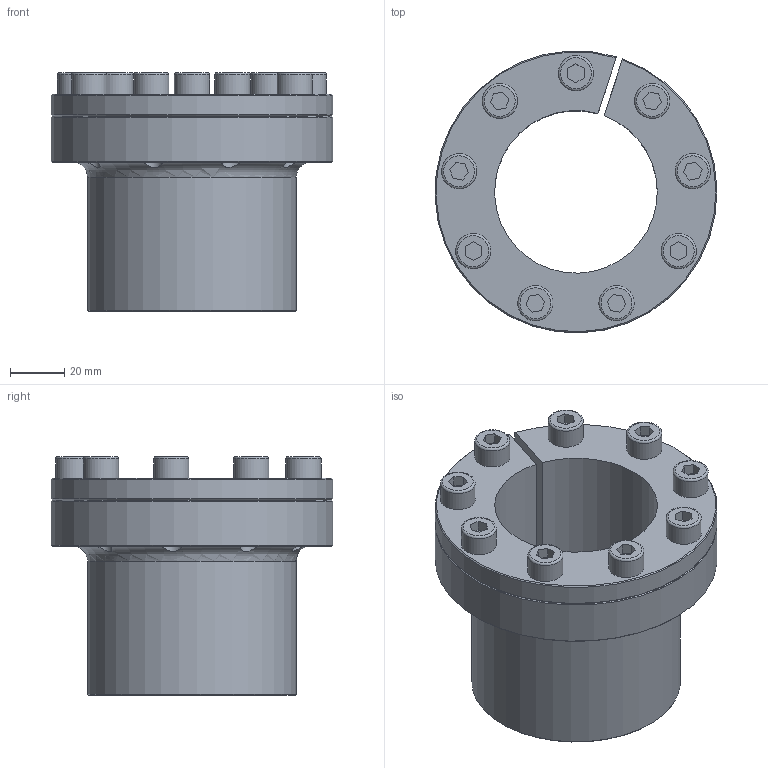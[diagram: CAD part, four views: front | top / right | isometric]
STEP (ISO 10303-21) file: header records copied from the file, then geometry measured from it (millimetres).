
FILE_DESCRIPTION(/* description */ (''),/* implementation_level */ '2;1');
FILE_NAME(/* name */ 'OBC 60x77x80 B.stp',/* time_stamp */ '2018-10-11T11:23:05+04:00',/* author */ ('ASUS'),/* organization */ ('TraceParts S.A.'),/* preprocessor_version */ 'ST-DEVELOPER v16.13',/* originating_system */ 'Autodesk Inventor 2018',/* authorisation */ '');
FILE_SCHEMA (('AUTOMOTIVE_DESIGN { 1 0 10303 214 3 1 1 }'));
Length unit declared in the file: millimetre
Products named in the file (1): locks_cl60x77t
Bounding box: 103.94 x 103.89 x 88 mm (x, y, z)
Volume: 227017.5 mm3; surface area: 64232.3 mm2
Topology: 1 solids, 1 shells, 152 faces, 405 edges, 264 vertices
Faces by surface type: plane 91, cylinder 32, cone 18, torus 11
Full cylindrical faces by diameter (mm): 8 x18, 13 x9
Entity records: 5008 total; most frequent: CARTESIAN_POINT 1210, DIRECTION 746, ORIENTED_EDGE 684, EDGE_CURVE 342, AXIS2_PLACEMENT_3D 271, VERTEX_POINT 246, EDGE_LOOP 226, LINE 204
